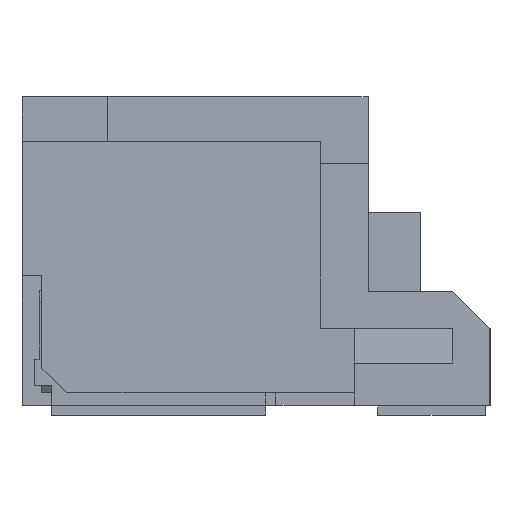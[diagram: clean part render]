
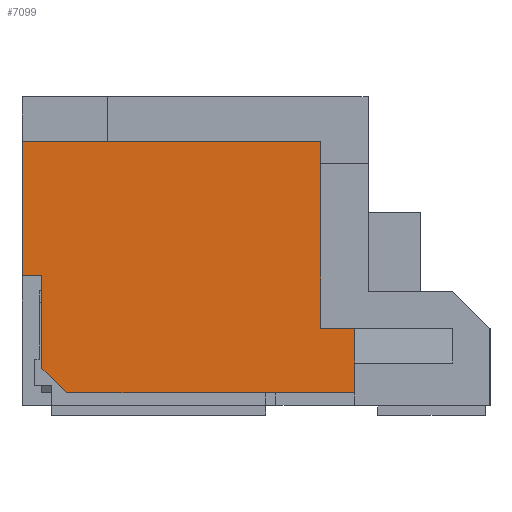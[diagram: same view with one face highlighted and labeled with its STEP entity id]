
A CAD part, left-side view. The second image highlights one B-rep face of the part: STEP entity #7099.
In plain terms, the highlighted planar face has unit normal (-1, 0, 0).
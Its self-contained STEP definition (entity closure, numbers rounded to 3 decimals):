
#57=DIRECTION('',(0.,0.,1.));
#58=VECTOR('',#57,3.75);
#59=CARTESIAN_POINT('',(-15.,-1.1,-1.39));
#60=LINE('',#59,#58);
#609=DIRECTION('',(0.,0.,-1.));
#610=VECTOR('',#609,2.7);
#611=CARTESIAN_POINT('',(-15.,4.9,2.36));
#612=LINE('',#611,#610);
#665=DIRECTION('',(0.,-0.707,-0.707));
#666=VECTOR('',#665,0.707);
#667=CARTESIAN_POINT('',(-15.,4.5,-2.19));
#668=LINE('',#667,#666);
#669=DIRECTION('',(0.,1.,0.));
#670=VECTOR('',#669,0.4);
#671=CARTESIAN_POINT('',(-15.,4.5,-0.34));
#672=LINE('',#671,#670);
#673=DIRECTION('',(0.,-1.,0.));
#674=VECTOR('',#673,6.);
#675=CARTESIAN_POINT('',(-15.,4.9,2.36));
#676=LINE('',#675,#674);
#677=DIRECTION('',(0.,0.,-1.));
#678=VECTOR('',#677,0.7);
#679=CARTESIAN_POINT('',(-15.,-1.784,
-1.39));
#680=LINE('',#679,#678);
#685=DIRECTION('',(0.,0.,1.));
#686=VECTOR('',#685,0.6);
#687=CARTESIAN_POINT('',(-15.,-1.784,
-2.69));
#688=LINE('',#687,#686);
#697=DIRECTION('',(0.,-1.,0.));
#698=VECTOR('',#697,5.784);
#699=CARTESIAN_POINT('',(-15.,4.,-2.69));
#700=LINE('',#699,#698);
#1645=DIRECTION('',(0.,0.,-1.));
#1646=VECTOR('',#1645,1.85);
#1647=CARTESIAN_POINT('',(-15.,4.5,-0.34));
#1648=LINE('',#1647,#1646);
#2049=DIRECTION('',(0.,1.,0.));
#2050=VECTOR('',#2049,0.684);
#2051=CARTESIAN_POINT('',(-15.,-1.784,
-1.39));
#2052=LINE('',#2051,#2050);
#5089=CARTESIAN_POINT('',(-15.,4.9,-0.34));
#5090=VERTEX_POINT('',#5089);
#5091=CARTESIAN_POINT('',(-15.,4.9,2.36));
#5092=VERTEX_POINT('',#5091);
#5107=CARTESIAN_POINT('',(-15.,-1.1,2.36));
#5108=VERTEX_POINT('',#5107);
#5544=CARTESIAN_POINT('',(-15.,-1.1,-1.39));
#5546=VERTEX_POINT('',#5544);
#5556=CARTESIAN_POINT('',(-15.,-1.784,
-2.09));
#5558=VERTEX_POINT('',#5556);
#5573=CARTESIAN_POINT('',(-15.,4.5,-0.34));
#5574=CARTESIAN_POINT('',(-15.,4.5,-2.19));
#5575=VERTEX_POINT('',#5573);
#5576=VERTEX_POINT('',#5574);
#5703=CARTESIAN_POINT('',(-15.,4.,-2.69));
#5704=CARTESIAN_POINT('',(-15.,-1.784,
-2.69));
#5705=VERTEX_POINT('',#5703);
#5706=VERTEX_POINT('',#5704);
#5737=CARTESIAN_POINT('',(-15.,-1.784,
-1.39));
#5738=VERTEX_POINT('',#5737);
#7075=CARTESIAN_POINT('',(-15.,4.9,-0.34));
#7076=DIRECTION('',(1.,0.,0.));
#7077=DIRECTION('',(0.,0.,1.));
#7078=AXIS2_PLACEMENT_3D('',#7075,#7076,#7077);
#7079=PLANE('',#7078);
#7081=ORIENTED_EDGE('',*,*,#7080,.F.);
#7083=ORIENTED_EDGE('',*,*,#7082,.F.);
#7085=ORIENTED_EDGE('',*,*,#7084,.F.);
#7087=ORIENTED_EDGE('',*,*,#7086,.F.);
#7088=ORIENTED_EDGE('',*,*,#7066,.T.);
#7089=ORIENTED_EDGE('',*,*,#7009,.F.);
#7091=ORIENTED_EDGE('',*,*,#7090,.T.);
#7092=ORIENTED_EDGE('',*,*,#6250,.F.);
#7094=ORIENTED_EDGE('',*,*,#7093,.F.);
#7096=ORIENTED_EDGE('',*,*,#7095,.T.);
#7097=EDGE_LOOP('',(#7081,#7083,#7085,#7087,#7088,#7089,#7091,#7092,#7094,
#7096));
#7098=FACE_OUTER_BOUND('',#7097,.F.);
#7099=ADVANCED_FACE('',(#7098),#7079,.F.);
#6250=EDGE_CURVE('',#5546,#5108,#60,.T.);
#7009=EDGE_CURVE('',#5092,#5090,#612,.T.);
#7066=EDGE_CURVE('',#5575,#5090,#672,.T.);
#7080=EDGE_CURVE('',#5706,#5558,#688,.T.);
#7082=EDGE_CURVE('',#5705,#5706,#700,.T.);
#7084=EDGE_CURVE('',#5576,#5705,#668,.T.);
#7086=EDGE_CURVE('',#5575,#5576,#1648,.T.);
#7090=EDGE_CURVE('',#5092,#5108,#676,.T.);
#7093=EDGE_CURVE('',#5738,#5546,#2052,.T.);
#7095=EDGE_CURVE('',#5738,#5558,#680,.T.);
